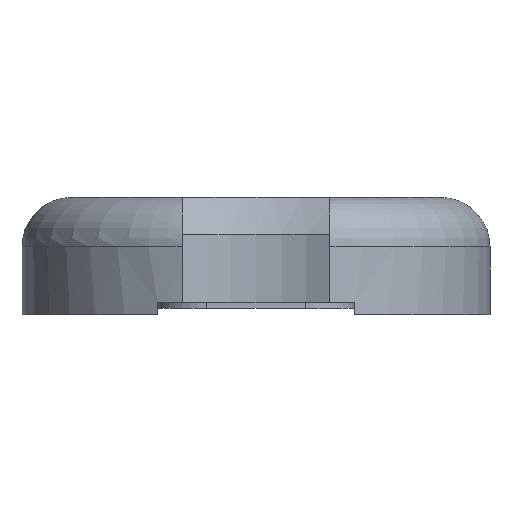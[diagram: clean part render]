
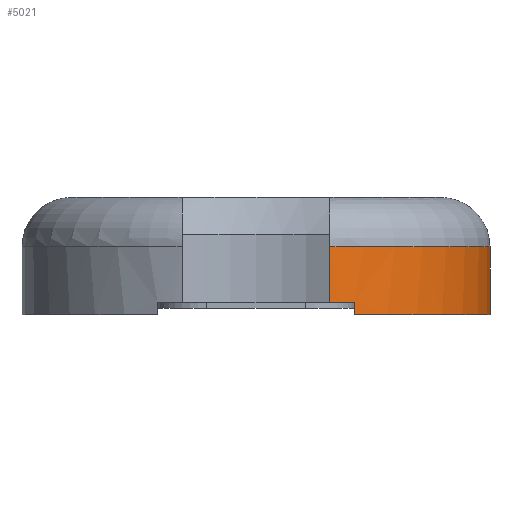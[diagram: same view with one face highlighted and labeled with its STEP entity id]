
A CAD part, left-side view. The second image highlights one B-rep face of the part: STEP entity #5021.
In plain terms, the highlighted cylindrical face has radius 19 mm (diameter 38 mm), a partial arc.
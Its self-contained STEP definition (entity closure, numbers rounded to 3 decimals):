
#1268 = VERTEX_POINT('',#1269);
#1269 = CARTESIAN_POINT('',(-39.528,-6.,12.5));
#1298 = EDGE_CURVE('',#1268,#1299,#1301,.T.);
#1299 = VERTEX_POINT('',#1300);
#1300 = CARTESIAN_POINT('',(-39.528,-6.,8.));
#1301 = LINE('',#1302,#1303);
#1302 = CARTESIAN_POINT('',(-39.528,-6.,16.5));
#1303 = VECTOR('',#1304,1.);
#1304 = DIRECTION('',(-0.,-0.,-1.));
#1349 = VERTEX_POINT('',#1350);
#1350 = CARTESIAN_POINT('',(-21.5,-19.,12.5));
#1357 = EDGE_CURVE('',#1268,#1349,#1358,.T.);
#1358 = CIRCLE('',#1359,19.);
#1359 = AXIS2_PLACEMENT_3D('',#1360,#1361,#1362);
#1360 = CARTESIAN_POINT('',(-21.5,0.,12.5));
#1361 = DIRECTION('',(0.,0.,1.));
#1362 = DIRECTION('',(-0.949,-0.316,0.));
#4985 = VERTEX_POINT('',#4986);
#4986 = CARTESIAN_POINT('',(-38.734,-8.,8.));
#4992 = EDGE_CURVE('',#1299,#4985,#4993,.T.);
#4993 = CIRCLE('',#4994,19.);
#4994 = AXIS2_PLACEMENT_3D('',#4995,#4996,#4997);
#4995 = CARTESIAN_POINT('',(-21.5,0.,8.));
#4996 = DIRECTION('',(0.,0.,1.));
#4997 = DIRECTION('',(1.,0.,0.));
#5021 = ADVANCED_FACE('',(#5022),#5050,.T.);
#5022 = FACE_BOUND('',#5023,.T.);
#5023 = EDGE_LOOP('',(#5024,#5032,#5033,#5034,#5035,#5043));
#5024 = ORIENTED_EDGE('',*,*,#5025,.F.);
#5025 = EDGE_CURVE('',#1349,#5026,#5028,.T.);
#5026 = VERTEX_POINT('',#5027);
#5027 = CARTESIAN_POINT('',(-21.5,-19.,7.));
#5028 = LINE('',#5029,#5030);
#5029 = CARTESIAN_POINT('',(-21.5,-19.,16.5));
#5030 = VECTOR('',#5031,1.);
#5031 = DIRECTION('',(-0.,-0.,-1.));
#5032 = ORIENTED_EDGE('',*,*,#1357,.F.);
#5033 = ORIENTED_EDGE('',*,*,#1298,.T.);
#5034 = ORIENTED_EDGE('',*,*,#4992,.T.);
#5035 = ORIENTED_EDGE('',*,*,#5036,.F.);
#5036 = EDGE_CURVE('',#5037,#4985,#5039,.T.);
#5037 = VERTEX_POINT('',#5038);
#5038 = CARTESIAN_POINT('',(-38.734,-8.,7.));
#5039 = LINE('',#5040,#5041);
#5040 = CARTESIAN_POINT('',(-38.734,-8.,16.5));
#5041 = VECTOR('',#5042,1.);
#5042 = DIRECTION('',(0.,0.,1.));
#5043 = ORIENTED_EDGE('',*,*,#5044,.T.);
#5044 = EDGE_CURVE('',#5037,#5026,#5045,.T.);
#5045 = CIRCLE('',#5046,19.);
#5046 = AXIS2_PLACEMENT_3D('',#5047,#5048,#5049);
#5047 = CARTESIAN_POINT('',(-21.5,0.,7.));
#5048 = DIRECTION('',(0.,0.,1.));
#5049 = DIRECTION('',(1.,0.,0.));
#5050 = CYLINDRICAL_SURFACE('',#5051,19.);
#5051 = AXIS2_PLACEMENT_3D('',#5052,#5053,#5054);
#5052 = CARTESIAN_POINT('',(-21.5,0.,16.5));
#5053 = DIRECTION('',(0.,0.,1.));
#5054 = DIRECTION('',(1.,0.,0.));
